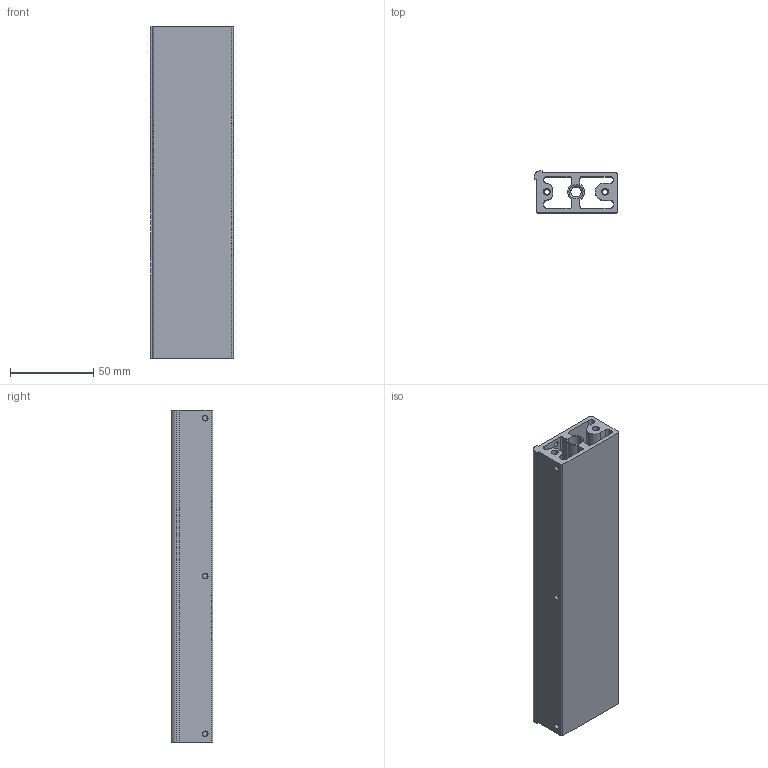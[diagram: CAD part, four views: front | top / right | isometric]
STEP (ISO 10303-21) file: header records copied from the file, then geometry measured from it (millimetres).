
FILE_DESCRIPTION (( 'STEP AP203' ), '1' );
FILE_NAME ('Jupiter菁窒衵耜倰第.STEP', '2022-09-08T09:11:20', ( '' ), ( '' ), 'SwSTEP 2.0', 'SolidWorks 2016', '' );
FILE_SCHEMA (( 'CONFIG_CONTROL_DESIGN' ));
Length unit declared in the file: millimetre
Products named in the file (1): Jupiter菁窒衵耜倰第
Bounding box: 50 x 25 x 200 mm (x, y, z)
Volume: 122686.5 mm3; surface area: 73481.2 mm2
Topology: 1 solids, 1 shells, 92 faces, 255 edges, 162 vertices
Faces by surface type: cylinder 54, plane 26, cone 12
Entity records: 3202 total; most frequent: CARTESIAN_POINT 642, DIRECTION 549, ORIENTED_EDGE 510, EDGE_CURVE 255, AXIS2_PLACEMENT_3D 207, VERTEX_POINT 162, VECTOR 135, LINE 135
